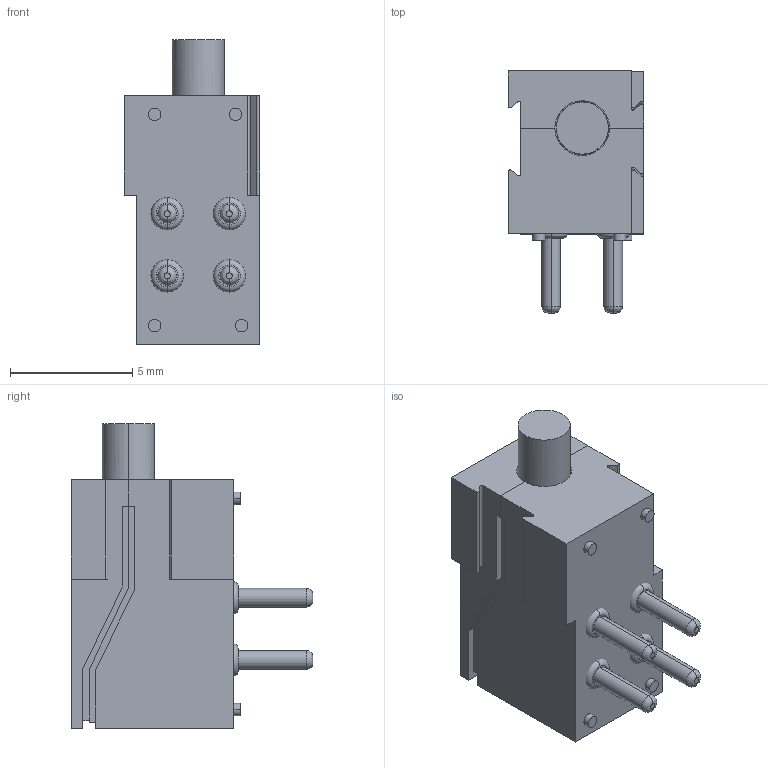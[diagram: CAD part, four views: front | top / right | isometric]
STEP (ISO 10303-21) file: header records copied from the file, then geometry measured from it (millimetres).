
FILE_DESCRIPTION((''),'2;1');
FILE_NAME('32-01_SW0001','2020-01-09T',('sbuenzli'),(''),'PRO/ENGINEER BY PARAMETRIC TECHNOLOGY CORPORATION, 2016100','PRO/ENGINEER BY PARAMETRIC TECHNOLOGY CORPORATION, 2016100','');
FILE_SCHEMA(('CONFIG_CONTROL_DESIGN'));
Length unit declared in the file: inch
Products named in the file (1): 32-01_SW0001
Bounding box: 5.54 x 9.88 x 12.45 mm (x, y, z)
Surface area: 433.9 mm2 (no closed solid volume)
Topology: 0 solids, 15 shells, 102 faces, 277 edges, 190 vertices
Faces by surface type: plane 60, cylinder 26, bspline 8, torus 8
Entity records: 3438 total; most frequent: CARTESIAN_POINT 840, DIRECTION 547, ORIENTED_EDGE 490, EDGE_CURVE 277, VERTEX_POINT 190, AXIS2_PLACEMENT_3D 184, VECTOR 179, LINE 179
